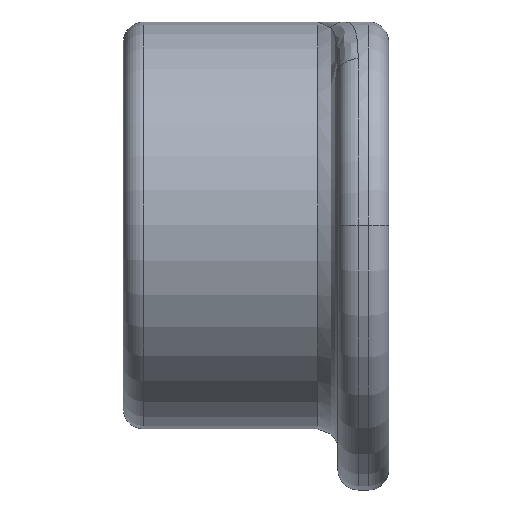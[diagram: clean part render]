
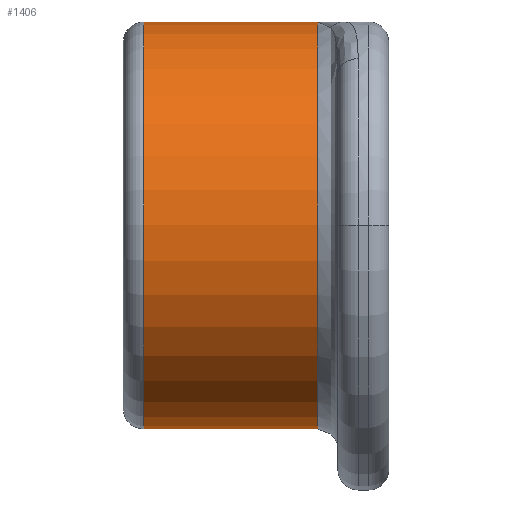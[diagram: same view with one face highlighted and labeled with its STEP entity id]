
A CAD part, top view. The second image highlights one B-rep face of the part: STEP entity #1406.
In plain terms, the highlighted cylindrical face has radius 10 mm (diameter 20 mm), a full revolution.
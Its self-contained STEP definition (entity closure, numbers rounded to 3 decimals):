
#18=CYLINDRICAL_SURFACE('',#1489,10.);
#48=CIRCLE('',#1470,10.);
#57=CIRCLE('',#1488,10.);
#70=FACE_BOUND('',#281,.T.);
#188=FACE_OUTER_BOUND('',#280,.T.);
#280=EDGE_LOOP('',(#1280));
#281=EDGE_LOOP('',(#1281));
#670=VERTEX_POINT('',#2622);
#687=VERTEX_POINT('',#2799);
#877=EDGE_CURVE('',#670,#670,#48,.T.);
#888=EDGE_CURVE('',#687,#687,#57,.T.);
#1280=ORIENTED_EDGE('',*,*,#877,.F.);
#1281=ORIENTED_EDGE('',*,*,#888,.T.);
#1406=ADVANCED_FACE('',(#188,#70),#18,.T.);
#1470=AXIS2_PLACEMENT_3D('',#2776,#1696,#1697);
#1488=AXIS2_PLACEMENT_3D('',#2800,#1734,#1735);
#1489=AXIS2_PLACEMENT_3D('',#2801,#1736,#1737);
#1696=DIRECTION('center_axis',(1.,0.,0.));
#1697=DIRECTION('ref_axis',(0.,0.,-1.));
#1734=DIRECTION('center_axis',(1.,0.,0.));
#1735=DIRECTION('ref_axis',(0.,0.,-1.));
#1736=DIRECTION('center_axis',(1.,0.,0.));
#1737=DIRECTION('ref_axis',(0.,1.,0.));
#2622=CARTESIAN_POINT('',(-3.5,10.,0.));
#2776=CARTESIAN_POINT('Origin',(-3.5,0.,0.));
#2799=CARTESIAN_POINT('',(-12.05,10.,0.));
#2800=CARTESIAN_POINT('Origin',(-12.05,0.,0.));
#2801=CARTESIAN_POINT('Origin',(-7.775,0.,0.));
